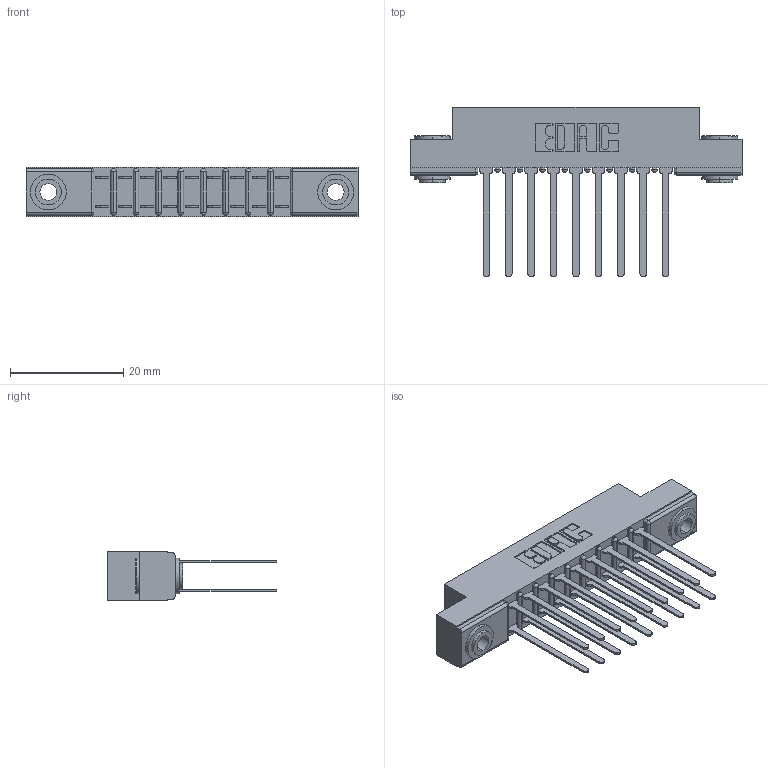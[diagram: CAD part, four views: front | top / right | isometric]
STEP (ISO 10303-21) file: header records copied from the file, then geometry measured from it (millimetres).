
FILE_DESCRIPTION (( 'STEP AP203' ), '1' );
FILE_NAME ('307-018-440-203.STEP', '2020-09-28T18:38:41', ( '' ), ( '' ), 'SwSTEP 2.0', 'SolidWorks 2020', '' );
FILE_SCHEMA (( 'CONFIG_CONTROL_DESIGN' ));
Length unit declared in the file: inch
Products named in the file (4): 345-250-002_345-250-002-102; 307-018-440-203; 307-290-001_540; 307 Part_.156 Dia Mounting Holes
Assembly tree (21 placements, depth 2):
  307-018-440-203
    307 Part_.156 Dia Mounting Holes
    307-290-001_540  x18
    345-250-002_345-250-002-102  x2
Bounding box: 58.67 x 30 x 8.71 mm (x, y, z)
Volume: 3941.2 mm3; surface area: 7103.9 mm2
Topology: 21 solids, 21 shells, 1008 faces, 2775 edges, 1794 vertices
Faces by surface type: plane 652, cylinder 328, sphere 20, cone 8
Entity records: 13105 total; most frequent: CARTESIAN_POINT 2134, DIRECTION 2119, ORIENTED_EDGE 2102, EDGE_CURVE 1051, LINE 785, VECTOR 785, VERTEX_POINT 682, AXIS2_PLACEMENT_3D 667
